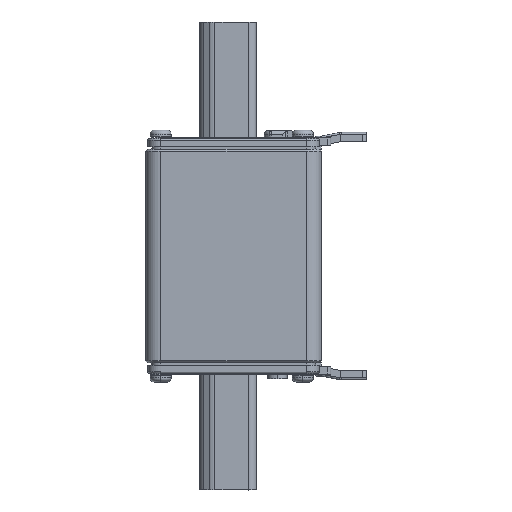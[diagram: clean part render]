
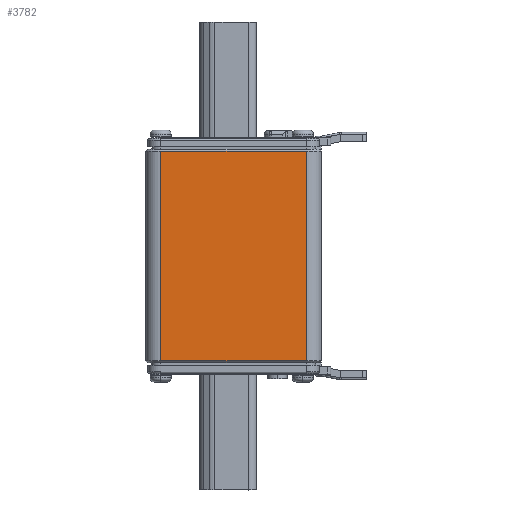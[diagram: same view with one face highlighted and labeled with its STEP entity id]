
A CAD part, top view. The second image highlights one B-rep face of the part: STEP entity #3782.
In plain terms, the highlighted planar face has unit normal (0, 0, 1).
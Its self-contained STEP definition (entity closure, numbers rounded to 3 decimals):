
#1377 = VERTEX_POINT ( 'NONE', #8635 ) ;
#1533 = DIRECTION ( 'NONE',  ( 0., 1., 0. ) ) ;
#3682 = LINE ( 'NONE', #25402, #15749 ) ;
#3782 = ADVANCED_FACE ( 'NONE', ( #26357 ), #16460, .F. ) ;
#4033 = CARTESIAN_POINT ( 'NONE',  ( -23.5, -28., 14.5 ) ) ;
#4271 = EDGE_CURVE ( 'NONE', #18276, #1377, #3682, .T. ) ;
#4468 = ORIENTED_EDGE ( 'NONE', *, *, #10313, .T. ) ;
#5092 = EDGE_LOOP ( 'NONE', ( #13056, #18209, #4468, #9207 ) ) ;
#5163 = CARTESIAN_POINT ( 'NONE',  ( -23.5, 28.5, 14.5 ) ) ;
#5484 = DIRECTION ( 'NONE',  ( -1., 0., 0. ) ) ;
#5620 = VERTEX_POINT ( 'NONE', #17319 ) ;
#7242 = LINE ( 'NONE', #4033, #19270 ) ;
#7461 = DIRECTION ( 'NONE',  ( 0., 0., -1. ) ) ;
#7565 = CARTESIAN_POINT ( 'NONE',  ( 19.5, -28., 14.5 ) ) ;
#8635 = CARTESIAN_POINT ( 'NONE',  ( -19.5, -28., 14.5 ) ) ;
#9207 = ORIENTED_EDGE ( 'NONE', *, *, #29106, .T. ) ;
#9868 = CARTESIAN_POINT ( 'NONE',  ( -19.5, 28., 14.5 ) ) ;
#10313 = EDGE_CURVE ( 'NONE', #16091, #5620, #23342, .T. ) ;
#10526 = CARTESIAN_POINT ( 'NONE',  ( -19.5, 28., 14.5 ) ) ;
#11872 = DIRECTION ( 'NONE',  ( 0., -1., 0. ) ) ;
#13053 = DIRECTION ( 'NONE',  ( 1., 0., 0. ) ) ;
#13056 = ORIENTED_EDGE ( 'NONE', *, *, #4271, .T. ) ;
#13802 = AXIS2_PLACEMENT_3D ( 'NONE', #5163, #7461, #23254 ) ;
#15749 = VECTOR ( 'NONE', #11872, 1000. ) ;
#16091 = VERTEX_POINT ( 'NONE', #7565 ) ;
#16460 = PLANE ( 'NONE',  #13802 ) ;
#17319 = CARTESIAN_POINT ( 'NONE',  ( 19.5, 28., 14.5 ) ) ;
#17354 = VECTOR ( 'NONE', #1533, 1000. ) ;
#17387 = CARTESIAN_POINT ( 'NONE',  ( 19.5, 28.5, 14.5 ) ) ;
#17609 = VECTOR ( 'NONE', #5484, 1000. ) ;
#18209 = ORIENTED_EDGE ( 'NONE', *, *, #24180, .T. ) ;
#18276 = VERTEX_POINT ( 'NONE', #10526 ) ;
#18307 = LINE ( 'NONE', #9868, #17609 ) ;
#19270 = VECTOR ( 'NONE', #13053, 1000. ) ;
#23254 = DIRECTION ( 'NONE',  ( -1., 0., 0. ) ) ;
#23342 = LINE ( 'NONE', #17387, #17354 ) ;
#24180 = EDGE_CURVE ( 'NONE', #1377, #16091, #7242, .T. ) ;
#25402 = CARTESIAN_POINT ( 'NONE',  ( -19.5, 28.5, 14.5 ) ) ;
#26357 = FACE_OUTER_BOUND ( 'NONE', #5092, .T. ) ;
#29106 = EDGE_CURVE ( 'NONE', #5620, #18276, #18307, .T. ) ;
